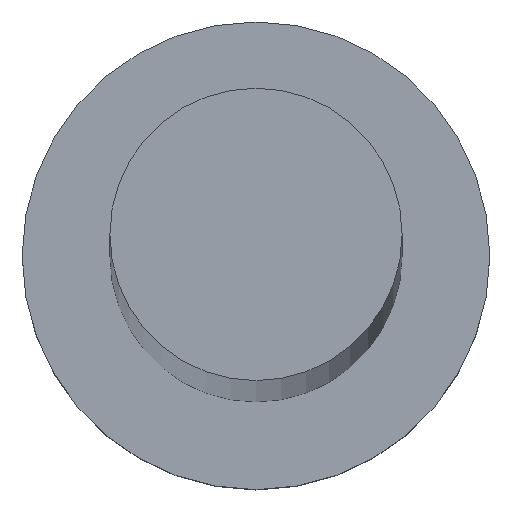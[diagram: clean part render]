
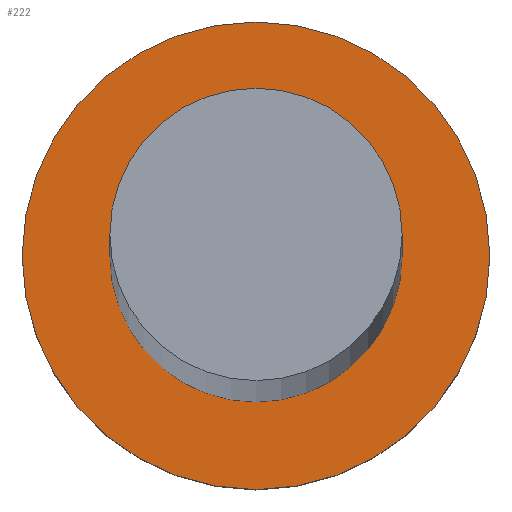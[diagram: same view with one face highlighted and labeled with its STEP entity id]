
A CAD part, top view. The second image highlights one B-rep face of the part: STEP entity #222.
In plain terms, the highlighted planar face has unit normal (0, 0, 1).
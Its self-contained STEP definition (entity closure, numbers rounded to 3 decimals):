
#7 = EDGE_CURVE ( 'NONE', #216, #43, #163, .T. ) ;
#10 = DIRECTION ( 'NONE',  ( 1., 0., 0. ) ) ;
#12 = ORIENTED_EDGE ( 'NONE', *, *, #182, .F. ) ;
#19 = ORIENTED_EDGE ( 'NONE', *, *, #168, .T. ) ;
#23 = EDGE_CURVE ( 'NONE', #195, #247, #173, .T. ) ;
#24 = AXIS2_PLACEMENT_3D ( 'NONE', #47, #127, #206 ) ;
#34 = AXIS2_PLACEMENT_3D ( 'NONE', #243, #208, #225 ) ;
#37 = FACE_OUTER_BOUND ( 'NONE', #172, .T. ) ;
#43 = VERTEX_POINT ( 'NONE', #128 ) ;
#44 = DIRECTION ( 'NONE',  ( 0., 0., 1. ) ) ;
#47 = CARTESIAN_POINT ( 'NONE',  ( 0., 0., 5. ) ) ;
#52 = DIRECTION ( 'NONE',  ( 1., 0., 0. ) ) ;
#76 = DIRECTION ( 'NONE',  ( 0., 0., 1. ) ) ;
#83 = CIRCLE ( 'NONE', #122, 3.75 ) ;
#90 = CARTESIAN_POINT ( 'NONE',  ( -3.75, 0., 5. ) ) ;
#94 = DIRECTION ( 'NONE',  ( 0., 0., 1. ) ) ;
#97 = AXIS2_PLACEMENT_3D ( 'NONE', #148, #76, #10 ) ;
#110 = CARTESIAN_POINT ( 'NONE',  ( -6., 0., 5. ) ) ;
#114 = ORIENTED_EDGE ( 'NONE', *, *, #23, .T. ) ;
#116 = CIRCLE ( 'NONE', #24, 6. ) ;
#122 = AXIS2_PLACEMENT_3D ( 'NONE', #192, #44, #52 ) ;
#127 = DIRECTION ( 'NONE',  ( 0., 0., 1. ) ) ;
#128 = CARTESIAN_POINT ( 'NONE',  ( 3.75, 0., 5. ) ) ;
#129 = FACE_BOUND ( 'NONE', #136, .T. ) ;
#130 = AXIS2_PLACEMENT_3D ( 'NONE', #231, #94, #211 ) ;
#136 = EDGE_LOOP ( 'NONE', ( #156, #12 ) ) ;
#148 = CARTESIAN_POINT ( 'NONE',  ( 0., 0., 5. ) ) ;
#149 = PLANE ( 'NONE',  #34 ) ;
#156 = ORIENTED_EDGE ( 'NONE', *, *, #7, .F. ) ;
#163 = CIRCLE ( 'NONE', #97, 3.75 ) ;
#168 = EDGE_CURVE ( 'NONE', #247, #195, #116, .T. ) ;
#172 = EDGE_LOOP ( 'NONE', ( #19, #114 ) ) ;
#173 = CIRCLE ( 'NONE', #130, 6. ) ;
#182 = EDGE_CURVE ( 'NONE', #43, #216, #83, .T. ) ;
#192 = CARTESIAN_POINT ( 'NONE',  ( 0., 0., 5. ) ) ;
#195 = VERTEX_POINT ( 'NONE', #212 ) ;
#206 = DIRECTION ( 'NONE',  ( 1., 0., 0. ) ) ;
#208 = DIRECTION ( 'NONE',  ( 0., 0., 1. ) ) ;
#211 = DIRECTION ( 'NONE',  ( 1., 0., 0. ) ) ;
#212 = CARTESIAN_POINT ( 'NONE',  ( 6., 0., 5. ) ) ;
#216 = VERTEX_POINT ( 'NONE', #90 ) ;
#222 = ADVANCED_FACE ( 'NONE', ( #129, #37 ), #149, .T. ) ;
#225 = DIRECTION ( 'NONE',  ( 1., 0., 0. ) ) ;
#231 = CARTESIAN_POINT ( 'NONE',  ( 0., 0., 5. ) ) ;
#243 = CARTESIAN_POINT ( 'NONE',  ( 0., 0., 5. ) ) ;
#247 = VERTEX_POINT ( 'NONE', #110 ) ;
